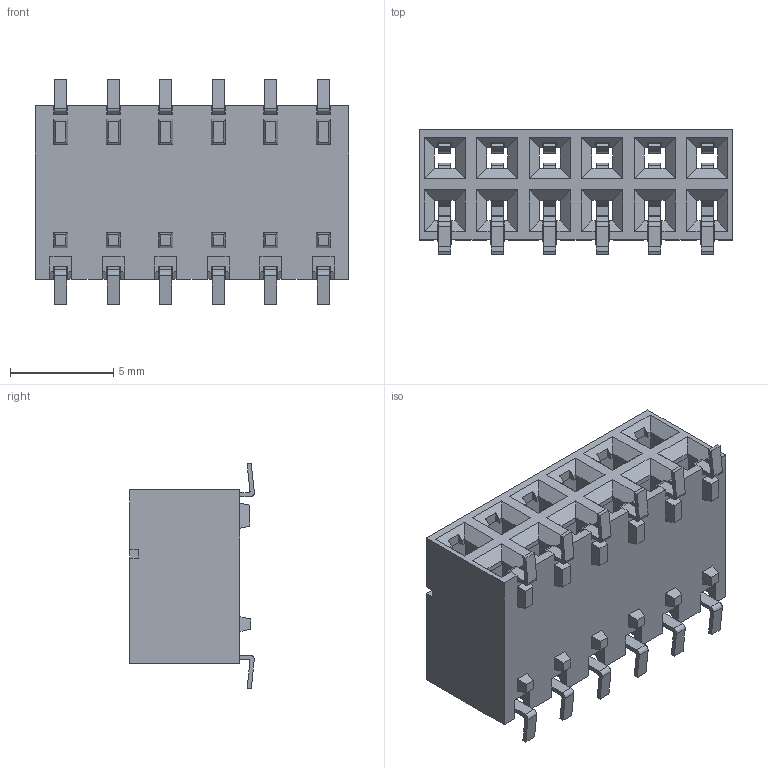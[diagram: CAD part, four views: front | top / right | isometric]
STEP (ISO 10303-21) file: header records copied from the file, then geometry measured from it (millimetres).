
FILE_DESCRIPTION( ( 'STEP AP214' ), '1' );
FILE_NAME( '71609-306LF.stp', '2021-03-10T13:20:46', ( 'License CC BY-ND 4.0' ), ( 'CADENAS' ), ' ', 'PARTsolutions', ' ' );
FILE_SCHEMA( ( 'AUTOMOTIVE_DESIGN { 1 0 10303 214 1 1 1 1 }' ) );
Length unit declared in the file: millimetre
Products named in the file (5): 71609-306LF; _71609-306LF_dummy; _71609-06LF_body; _71609-06LF_pins; _71609-06LF_pins2
Assembly tree (4 placements, depth 2):
  71609-306LF
    _71609-306LF_dummy
    _71609-06LF_body
    _71609-06LF_pins
    _71609-06LF_pins2
Bounding box: 15.16 x 6.03 x 10.89 mm (x, y, z)
Volume: 367.3 mm3; surface area: 1581.2 mm2
Topology: 3 solids, 3 shells, 1017 faces, 3024 edges, 2001 vertices
Faces by surface type: plane 849, cylinder 168
Entity records: 22403 total; most frequent: ORIENTED_EDGE 6048, CARTESIAN_POINT 3198, EDGE_CURVE 3024, VERTEX_POINT 2000, LINE 1893, EDGE_LOOP 1052, STYLED_ITEM 1017, ADVANCED_FACE 1017
